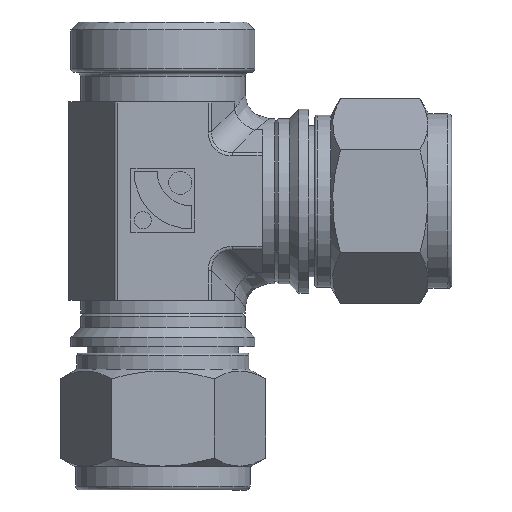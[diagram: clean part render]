
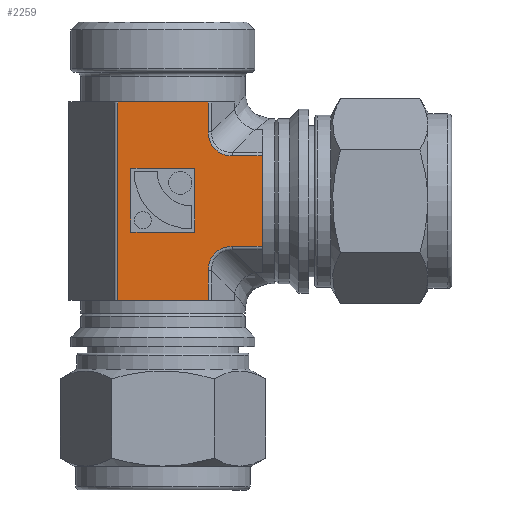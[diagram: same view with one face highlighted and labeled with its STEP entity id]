
A CAD part, left-side view. The second image highlights one B-rep face of the part: STEP entity #2259.
In plain terms, the highlighted planar face has unit normal (-1, 0, 0).
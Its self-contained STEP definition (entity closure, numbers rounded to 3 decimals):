
#21=ELLIPSE('',#2504,4.518,3.5);
#22=ELLIPSE('',#2505,4.518,3.5);
#125=FACE_BOUND('',#510,.T.);
#343=FACE_OUTER_BOUND('',#509,.T.);
#509=EDGE_LOOP('',(#1810,#1811,#1812,#1813,#1814,#1815,#1816,#1817,#1818,
#1819,#1820,#1821,#1822));
#510=EDGE_LOOP('',(#1823,#1824,#1825,#1826));
#646=LINE('',#3796,#797);
#650=LINE('',#3804,#801);
#653=LINE('',#3810,#804);
#656=LINE('',#3815,#807);
#658=LINE('',#3821,#809);
#659=LINE('',#3823,#810);
#660=LINE('',#3825,#811);
#661=LINE('',#3827,#812);
#662=LINE('',#3831,#813);
#663=LINE('',#3833,#814);
#664=LINE('',#3835,#815);
#665=LINE('',#3837,#816);
#666=LINE('',#3841,#817);
#667=LINE('',#3843,#818);
#668=LINE('',#3844,#819);
#797=VECTOR('',#3005,10.);
#801=VECTOR('',#3011,10.);
#804=VECTOR('',#3016,10.);
#807=VECTOR('',#3021,10.);
#809=VECTOR('',#3027,10.);
#810=VECTOR('',#3028,10.);
#811=VECTOR('',#3029,10.);
#812=VECTOR('',#3030,10.);
#813=VECTOR('',#3033,10.);
#814=VECTOR('',#3034,10.);
#815=VECTOR('',#3035,10.);
#816=VECTOR('',#3036,10.);
#817=VECTOR('',#3039,10.);
#818=VECTOR('',#3040,10.);
#819=VECTOR('',#3041,10.);
#1029=VERTEX_POINT('',#3794);
#1030=VERTEX_POINT('',#3795);
#1033=VERTEX_POINT('',#3803);
#1035=VERTEX_POINT('',#3809);
#1037=VERTEX_POINT('',#3819);
#1038=VERTEX_POINT('',#3820);
#1039=VERTEX_POINT('',#3822);
#1040=VERTEX_POINT('',#3824);
#1041=VERTEX_POINT('',#3826);
#1042=VERTEX_POINT('',#3828);
#1043=VERTEX_POINT('',#3830);
#1044=VERTEX_POINT('',#3832);
#1045=VERTEX_POINT('',#3834);
#1046=VERTEX_POINT('',#3836);
#1047=VERTEX_POINT('',#3838);
#1048=VERTEX_POINT('',#3840);
#1049=VERTEX_POINT('',#3842);
#1296=EDGE_CURVE('',#1029,#1030,#646,.T.);
#1300=EDGE_CURVE('',#1033,#1029,#650,.T.);
#1303=EDGE_CURVE('',#1035,#1033,#653,.T.);
#1306=EDGE_CURVE('',#1030,#1035,#656,.T.);
#1308=EDGE_CURVE('',#1037,#1038,#658,.T.);
#1309=EDGE_CURVE('',#1039,#1037,#659,.T.);
#1310=EDGE_CURVE('',#1040,#1039,#660,.T.);
#1311=EDGE_CURVE('',#1041,#1040,#661,.T.);
#1312=EDGE_CURVE('',#1042,#1041,#21,.T.);
#1313=EDGE_CURVE('',#1043,#1042,#662,.T.);
#1314=EDGE_CURVE('',#1044,#1043,#663,.T.);
#1315=EDGE_CURVE('',#1045,#1044,#664,.T.);
#1316=EDGE_CURVE('',#1046,#1045,#665,.T.);
#1317=EDGE_CURVE('',#1047,#1046,#22,.T.);
#1318=EDGE_CURVE('',#1048,#1047,#666,.T.);
#1319=EDGE_CURVE('',#1049,#1048,#667,.T.);
#1320=EDGE_CURVE('',#1038,#1049,#668,.T.);
#1810=ORIENTED_EDGE('',*,*,#1308,.F.);
#1811=ORIENTED_EDGE('',*,*,#1309,.F.);
#1812=ORIENTED_EDGE('',*,*,#1310,.F.);
#1813=ORIENTED_EDGE('',*,*,#1311,.F.);
#1814=ORIENTED_EDGE('',*,*,#1312,.F.);
#1815=ORIENTED_EDGE('',*,*,#1313,.F.);
#1816=ORIENTED_EDGE('',*,*,#1314,.F.);
#1817=ORIENTED_EDGE('',*,*,#1315,.F.);
#1818=ORIENTED_EDGE('',*,*,#1316,.F.);
#1819=ORIENTED_EDGE('',*,*,#1317,.F.);
#1820=ORIENTED_EDGE('',*,*,#1318,.F.);
#1821=ORIENTED_EDGE('',*,*,#1319,.F.);
#1822=ORIENTED_EDGE('',*,*,#1320,.F.);
#1823=ORIENTED_EDGE('',*,*,#1296,.T.);
#1824=ORIENTED_EDGE('',*,*,#1306,.T.);
#1825=ORIENTED_EDGE('',*,*,#1303,.T.);
#1826=ORIENTED_EDGE('',*,*,#1300,.T.);
#2140=PLANE('',#2503);
#2259=ADVANCED_FACE('',(#343,#125),#2140,.T.);
#2503=AXIS2_PLACEMENT_3D('',#3818,#3025,#3026);
#2504=AXIS2_PLACEMENT_3D('',#3829,#3031,#3032);
#2505=AXIS2_PLACEMENT_3D('',#3839,#3037,#3038);
#3005=DIRECTION('',(0.,0.,-1.));
#3011=DIRECTION('',(0.,-1.,0.));
#3016=DIRECTION('',(0.,0.,1.));
#3021=DIRECTION('',(0.,1.,0.));
#3025=DIRECTION('center_axis',(-1.,0.,0.));
#3026=DIRECTION('ref_axis',(0.,-1.,0.));
#3027=DIRECTION('',(0.,0.,1.));
#3028=DIRECTION('',(0.,1.,0.));
#3029=DIRECTION('',(0.,1.,0.));
#3030=DIRECTION('',(0.,0.,-1.));
#3031=DIRECTION('center_axis',(-1.,0.,0.));
#3032=DIRECTION('ref_axis',(0.,0.707,0.707));
#3033=DIRECTION('',(0.,1.,0.));
#3034=DIRECTION('',(0.,0.,-1.));
#3035=DIRECTION('',(0.,0.,-1.));
#3036=DIRECTION('',(0.,-1.,0.));
#3037=DIRECTION('center_axis',(-1.,0.,0.));
#3038=DIRECTION('ref_axis',(0.,0.707,-0.707));
#3039=DIRECTION('',(0.,0.,-1.));
#3040=DIRECTION('',(0.,-1.,0.));
#3041=DIRECTION('',(0.,-1.,0.));
#3794=CARTESIAN_POINT('',(-10.3,-4.,4.125));
#3795=CARTESIAN_POINT('',(-10.3,-4.,-3.875));
#3796=CARTESIAN_POINT('',(-10.3,-4.,2.063));
#3803=CARTESIAN_POINT('',(-10.3,4.,4.125));
#3804=CARTESIAN_POINT('',(-10.3,2.,4.125));
#3809=CARTESIAN_POINT('',(-10.3,4.,-3.875));
#3810=CARTESIAN_POINT('',(-10.3,4.,-1.937));
#3815=CARTESIAN_POINT('',(-10.3,-2.,-3.875));
#3818=CARTESIAN_POINT('Origin',(-10.3,0.,0.));
#3819=CARTESIAN_POINT('',(-10.3,5.658,-12.4));
#3820=CARTESIAN_POINT('',(-10.3,5.658,12.4));
#3821=CARTESIAN_POINT('',(-10.3,5.658,0.));
#3822=CARTESIAN_POINT('',(-10.3,0.,-12.4));
#3823=CARTESIAN_POINT('',(-10.3,5.947,-12.4));
#3824=CARTESIAN_POINT('',(-10.3,-5.658,-12.4));
#3825=CARTESIAN_POINT('',(-10.3,5.947,-12.4));
#3826=CARTESIAN_POINT('',(-10.3,-5.658,-8.689));
#3827=CARTESIAN_POINT('',(-10.3,-5.658,0.));
#3828=CARTESIAN_POINT('',(-10.3,-8.689,-5.658));
#3829=CARTESIAN_POINT('Origin',(-10.3,-9.699,-9.699));
#3830=CARTESIAN_POINT('',(-10.3,-12.4,-5.658));
#3831=CARTESIAN_POINT('',(-10.3,0.,-5.658));
#3832=CARTESIAN_POINT('',(-10.3,-12.4,0.));
#3833=CARTESIAN_POINT('',(-10.3,-12.4,-5.947));
#3834=CARTESIAN_POINT('',(-10.3,-12.4,5.658));
#3835=CARTESIAN_POINT('',(-10.3,-12.4,-5.947));
#3836=CARTESIAN_POINT('',(-10.3,-8.689,5.658));
#3837=CARTESIAN_POINT('',(-10.3,0.,5.658));
#3838=CARTESIAN_POINT('',(-10.3,-5.658,8.689));
#3839=CARTESIAN_POINT('Origin',(-10.3,-9.699,9.699));
#3840=CARTESIAN_POINT('',(-10.3,-5.658,12.4));
#3841=CARTESIAN_POINT('',(-10.3,-5.658,0.));
#3842=CARTESIAN_POINT('',(-10.3,0.,12.4));
#3843=CARTESIAN_POINT('',(-10.3,5.947,12.4));
#3844=CARTESIAN_POINT('',(-10.3,5.947,12.4));
